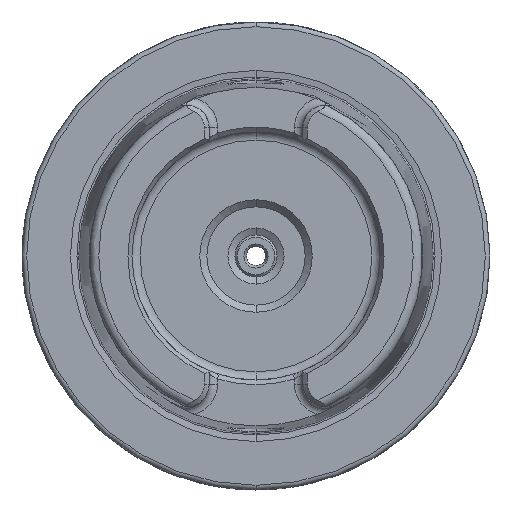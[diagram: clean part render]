
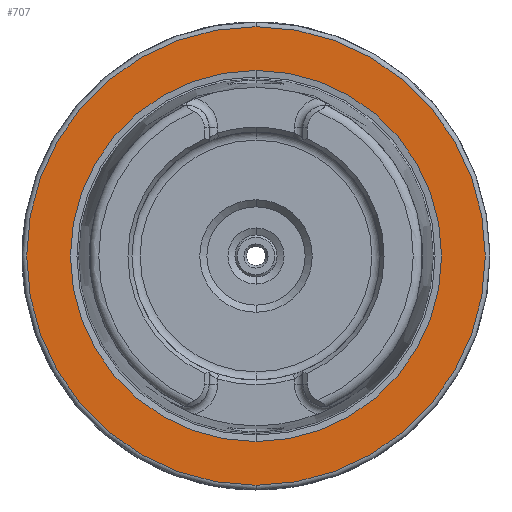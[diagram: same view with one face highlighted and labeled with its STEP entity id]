
A CAD part, left-side view. The second image highlights one B-rep face of the part: STEP entity #707.
In plain terms, the highlighted planar face has unit normal (-1, 0, 0).
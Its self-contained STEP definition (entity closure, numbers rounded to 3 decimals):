
#37 = AXIS2_PLACEMENT_3D ( 'NONE', #677, #792, #5992 ) ;
#75 = ORIENTED_EDGE ( 'NONE', *, *, #3566, .T. ) ;
#235 = CARTESIAN_POINT ( 'NONE',  ( 0., 0., 39.647 ) ) ;
#383 = DIRECTION ( 'NONE',  ( 0., 0., -1. ) ) ;
#473 = CARTESIAN_POINT ( 'NONE',  ( 0., 0., 0. ) ) ;
#513 = CIRCLE ( 'NONE', #1262, 49. ) ;
#518 = AXIS2_PLACEMENT_3D ( 'NONE', #2448, #6516, #3643 ) ;
#642 = ORIENTED_EDGE ( 'NONE', *, *, #5776, .F. ) ;
#677 = CARTESIAN_POINT ( 'NONE',  ( 0., 39.647, 0. ) ) ;
#707 = ADVANCED_FACE ( 'NONE', ( #3606, #2415 ), #5956, .T. ) ;
#736 = ORIENTED_EDGE ( 'NONE', *, *, #5621, .F. ) ;
#792 = DIRECTION ( 'NONE',  ( -1., 0., 0. ) ) ;
#1262 = AXIS2_PLACEMENT_3D ( 'NONE', #473, #6410, #6453 ) ;
#1424 = CARTESIAN_POINT ( 'NONE',  ( 0., 0., 49. ) ) ;
#1511 = CIRCLE ( 'NONE', #518, 49. ) ;
#2415 = FACE_OUTER_BOUND ( 'NONE', #7192, .T. ) ;
#2448 = CARTESIAN_POINT ( 'NONE',  ( 0., 0., 0. ) ) ;
#2483 = VERTEX_POINT ( 'NONE', #2769 ) ;
#2605 = CARTESIAN_POINT ( 'NONE',  ( 0., 0., -39.647 ) ) ;
#2684 = EDGE_CURVE ( 'NONE', #5892, #5931, #4189, .T. ) ;
#2698 = DIRECTION ( 'NONE',  ( 0., 0., -1. ) ) ;
#2769 = CARTESIAN_POINT ( 'NONE',  ( 0., 0., -49. ) ) ;
#3566 = EDGE_CURVE ( 'NONE', #5931, #5892, #7034, .T. ) ;
#3606 = FACE_BOUND ( 'NONE', #7303, .T. ) ;
#3643 = DIRECTION ( 'NONE',  ( 0., 0., -1. ) ) ;
#3799 = VERTEX_POINT ( 'NONE', #1424 ) ;
#4189 = CIRCLE ( 'NONE', #5809, 39.647 ) ;
#4478 = CARTESIAN_POINT ( 'NONE',  ( 0., 0., 0. ) ) ;
#5110 = DIRECTION ( 'NONE',  ( 1., 0., 0. ) ) ;
#5256 = ORIENTED_EDGE ( 'NONE', *, *, #2684, .T. ) ;
#5610 = DIRECTION ( 'NONE',  ( 1., 0., 0. ) ) ;
#5621 = EDGE_CURVE ( 'NONE', #3799, #2483, #513, .T. ) ;
#5626 = CARTESIAN_POINT ( 'NONE',  ( 0., 0., 0. ) ) ;
#5776 = EDGE_CURVE ( 'NONE', #2483, #3799, #1511, .T. ) ;
#5809 = AXIS2_PLACEMENT_3D ( 'NONE', #4478, #5610, #383 ) ;
#5892 = VERTEX_POINT ( 'NONE', #2605 ) ;
#5931 = VERTEX_POINT ( 'NONE', #235 ) ;
#5956 = PLANE ( 'NONE',  #37 ) ;
#5992 = DIRECTION ( 'NONE',  ( 0., 0., 1. ) ) ;
#6410 = DIRECTION ( 'NONE',  ( 1., 0., 0. ) ) ;
#6453 = DIRECTION ( 'NONE',  ( 0., 0., -1. ) ) ;
#6516 = DIRECTION ( 'NONE',  ( 1., 0., 0. ) ) ;
#6664 = AXIS2_PLACEMENT_3D ( 'NONE', #5626, #5110, #2698 ) ;
#7034 = CIRCLE ( 'NONE', #6664, 39.647 ) ;
#7192 = EDGE_LOOP ( 'NONE', ( #642, #736 ) ) ;
#7303 = EDGE_LOOP ( 'NONE', ( #75, #5256 ) ) ;
